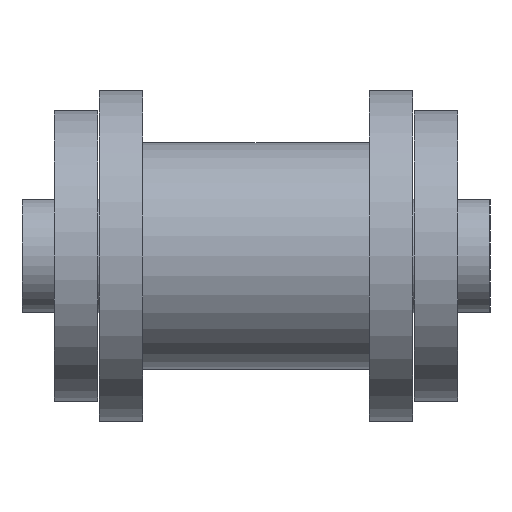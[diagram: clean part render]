
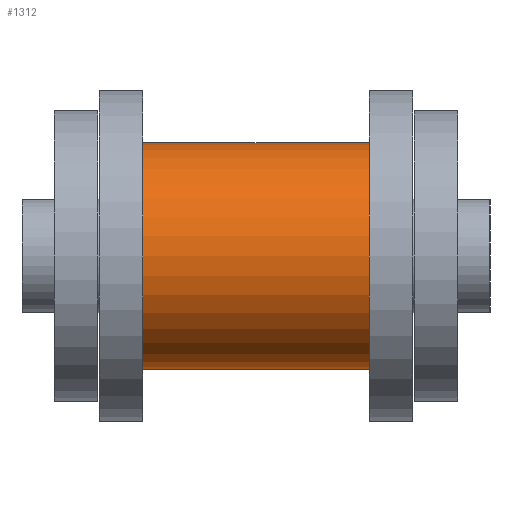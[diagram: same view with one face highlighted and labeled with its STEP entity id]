
A CAD part, left-side view. The second image highlights one B-rep face of the part: STEP entity #1312.
In plain terms, the highlighted cylindrical face has radius 3.962 mm (diameter 7.925 mm), a full revolution.
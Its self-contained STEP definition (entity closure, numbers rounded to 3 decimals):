
#128=FACE_OUTER_BOUND('',#226,.T.);
#226=EDGE_LOOP('',(#985,#986,#987,#988));
#352=LINE('',#2295,#412);
#412=VECTOR('',#1830,3.962);
#495=CIRCLE('',#1482,3.962);
#496=CIRCLE('',#1483,3.962);
#627=VERTEX_POINT('',#2292);
#628=VERTEX_POINT('',#2294);
#770=EDGE_CURVE('',#627,#627,#495,.T.);
#771=EDGE_CURVE('',#627,#628,#352,.T.);
#772=EDGE_CURVE('',#628,#628,#496,.T.);
#985=ORIENTED_EDGE('',*,*,#770,.T.);
#986=ORIENTED_EDGE('',*,*,#771,.T.);
#987=ORIENTED_EDGE('',*,*,#772,.T.);
#988=ORIENTED_EDGE('',*,*,#771,.F.);
#1246=CYLINDRICAL_SURFACE('',#1481,3.962);
#1312=ADVANCED_FACE('',(#128),#1246,.T.);
#1481=AXIS2_PLACEMENT_3D('',#2291,#1826,#1827);
#1482=AXIS2_PLACEMENT_3D('',#2293,#1828,#1829);
#1483=AXIS2_PLACEMENT_3D('',#2296,#1831,#1832);
#1826=DIRECTION('center_axis',(0.,0.,-1.));
#1827=DIRECTION('ref_axis',(-1.,0.,0.));
#1828=DIRECTION('center_axis',(0.,0.,1.));
#1829=DIRECTION('ref_axis',(-1.,0.,0.));
#1830=DIRECTION('',(0.,0.,1.));
#1831=DIRECTION('center_axis',(0.,0.,-1.));
#1832=DIRECTION('ref_axis',(1.,0.,0.));
#2291=CARTESIAN_POINT('Origin',(-6.35,0.,3.969));
#2292=CARTESIAN_POINT('',(-2.388,0.,-3.969));
#2293=CARTESIAN_POINT('Origin',(-6.35,0.,-3.969));
#2294=CARTESIAN_POINT('',(-2.388,0.,3.969));
#2295=CARTESIAN_POINT('',(-2.388,0.,3.969));
#2296=CARTESIAN_POINT('Origin',(-6.35,0.,3.969));
